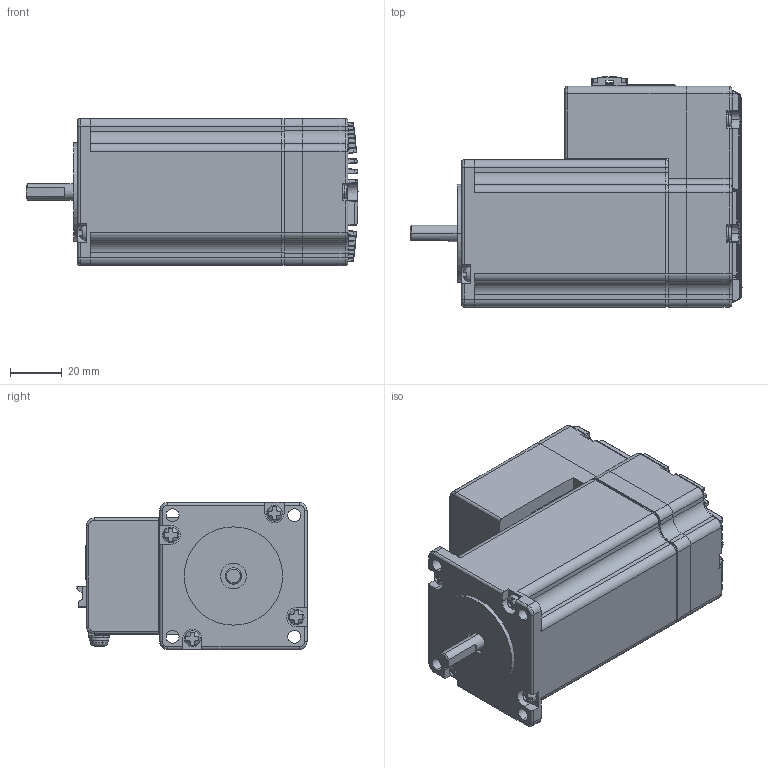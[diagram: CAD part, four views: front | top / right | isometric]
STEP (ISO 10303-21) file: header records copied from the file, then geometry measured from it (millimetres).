
FILE_DESCRIPTION (( 'STEP AP203' ), '1' );
FILE_NAME ('P119-MO-056-06-R01.STEP', '2020-05-04T07:02:09', ( '' ), ( '' ), 'SwSTEP 2.0', 'SolidWorks 2018', '' );
FILE_SCHEMA (( 'CONFIG_CONTROL_DESIGN' ));
Length unit declared in the file: millimetre
Products named in the file (30): 瞪錳薄樓醴喀攪-1; 瞪錳薄樓醴喀攪-2; M119-EC-056-01-R00; 791091003; 09455511103_100183220MOD000B; spring lock washer_2_jis_JIS B 1251 No.2 4; 20R-JMCS-G-B-TF(NSA); 瞪錳薄樓醴喀攪-5; pan cross head_ks_KS 1023 PC- M4 x 6-N; pan cross head_ks_KS 1023 PC- M3 x 25-N; 877600816; small circular plain washer_jis_JIS B 1256 Small circular 4; 42EC-PCB1-01; 瞪錳薄樓醴喀攪-4; 56EC-PCB2-01; M117-MO-056-03-R00; 5016451220; M119-EC-056-03-R00; 21mm OD6.35mm; 20PS-JMCS-G-1B-TF(N); M119-EC-056-02-R02; sams; M119-EC-042-04-R00; pan cross head_ks_KS 1023 PC- M3 x 20-N; P119-MO-056-06-R01; 瞪錳蕾樓攪喀攪; 56EC-PCB3-01; 瞪錳薄樓醴喀攪-3; 56EC-PCB1-01; KMG
Assembly tree (37 placements, depth 3):
  P119-MO-056-06-R01
    pan cross head_ks_KS 1023 PC- M3 x 20-N  x2
    pan cross head_ks_KS 1023 PC- M3 x 25-N  x3
    KMG
    M119-EC-056-01-R00
    M119-EC-056-02-R02
    56EC-PCB1-01
    42EC-PCB1-01
    56EC-PCB3-01
    M119-EC-042-04-R00
    瞪錳蕾樓攪喀攪
      瞪錳薄樓醴喀攪-1
      瞪錳薄樓醴喀攪-2
      瞪錳薄樓醴喀攪-3
      瞪錳薄樓醴喀攪-4
      瞪錳薄樓醴喀攪-5
    5016451220
    09455511103_100183220MOD000B  x2
    56EC-PCB2-01
    877600816  x2
    20PS-JMCS-G-1B-TF(N)  x2
    20R-JMCS-G-B-TF(NSA)  x2
    791091003  x2
    21mm OD6.35mm
    M119-EC-056-03-R00
    M117-MO-056-03-R00
    sams
      small circular plain washer_jis_JIS B 1256 Small circular 4
      spring lock washer_2_jis_JIS B 1251 No.2 4
      pan cross head_ks_KS 1023 PC- M4 x 6-N
Bounding box: 128.6 x 89.1 x 57 mm (x, y, z)
Volume: 309272.8 mm3; surface area: 104620.6 mm2
Topology: 35 solids, 35 shells, 5371 faces, 14493 edges, 9208 vertices
Faces by surface type: plane 3717, cylinder 1129, bspline 247, cone 102, sphere 89, torus 87
Entity records: 121839 total; most frequent: CARTESIAN_POINT 27722, ORIENTED_EDGE 19582, DIRECTION 18047, EDGE_CURVE 9791, VECTOR 7049, LINE 7049, VERTEX_POINT 6200, AXIS2_PLACEMENT_3D 5499
